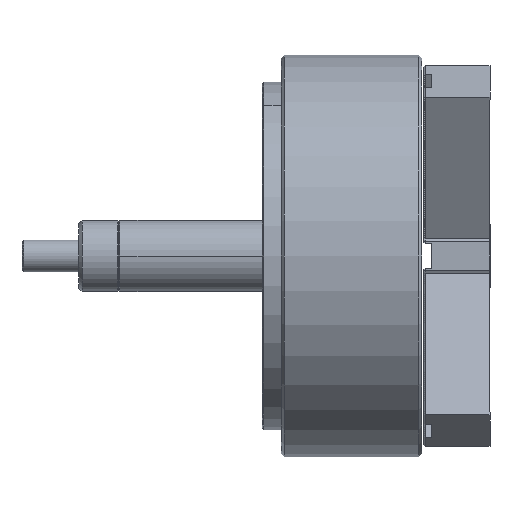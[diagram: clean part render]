
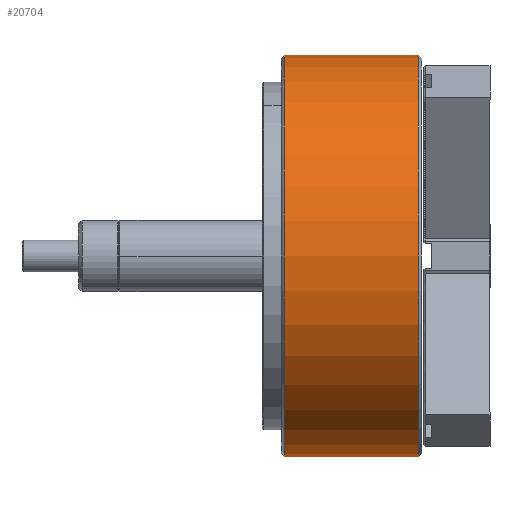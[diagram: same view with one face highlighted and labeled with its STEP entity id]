
A CAD part, front view. The second image highlights one B-rep face of the part: STEP entity #20704.
In plain terms, the highlighted cylindrical face has radius 127 mm (diameter 254 mm), a partial arc.
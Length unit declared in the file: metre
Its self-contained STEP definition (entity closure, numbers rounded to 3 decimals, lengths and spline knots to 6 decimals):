
#3711 = CARTESIAN_POINT ( 'NONE',  ( 0.002, 0., 0.127 ) ) ;
#3885 = CARTESIAN_POINT ( 'NONE',  ( 0.087, 0., -0.127 ) ) ;
#4010 = DIRECTION ( 'NONE',  ( -1., 0., 0. ) ) ;
#4011 = VECTOR ( 'NONE', #4010, 1. ) ;
#4012 = CARTESIAN_POINT ( 'NONE',  ( 0.087, 0., 0.127 ) ) ;
#4019 = CARTESIAN_POINT ( 'NONE',  ( 0.002, 0., -0.127 ) ) ;
#4029 = CARTESIAN_POINT ( 'NONE',  ( 0., 0., -0.127 ) ) ;
#4030 = LINE ( 'NONE', #4029, #4011 ) ;
#4083 = CIRCLE ( 'NONE', #4102, 0.127 ) ;
#4099 = DIRECTION ( 'NONE',  ( 0., 0., -1. ) ) ;
#4100 = DIRECTION ( 'NONE',  ( 1., 0., 0. ) ) ;
#4101 = CARTESIAN_POINT ( 'NONE',  ( 0.002, 0., 0. ) ) ;
#4102 = AXIS2_PLACEMENT_3D ( 'NONE', #4101, #4100, #4099 ) ;
#4153 = CYLINDRICAL_SURFACE ( 'NONE', #4156, 0.127 ) ;
#4154 = CIRCLE ( 'NONE', #4180, 0.127 ) ;
#4156 = AXIS2_PLACEMENT_3D ( 'NONE', #4157, #4184, #4190 ) ;
#4157 = CARTESIAN_POINT ( 'NONE',  ( 0., 0., 0. ) ) ;
#4158 = FACE_OUTER_BOUND ( 'NONE', #20739, .T. ) ;
#4178 = DIRECTION ( 'NONE',  ( 0., 0., 1. ) ) ;
#4179 = DIRECTION ( 'NONE',  ( -1., 0., 0. ) ) ;
#4180 = AXIS2_PLACEMENT_3D ( 'NONE', #4182, #4179, #4178 ) ;
#4182 = CARTESIAN_POINT ( 'NONE',  ( 0.087, 0., 0. ) ) ;
#4184 = DIRECTION ( 'NONE',  ( -1., 0., 0. ) ) ;
#4190 = DIRECTION ( 'NONE',  ( 0., 0., 1. ) ) ;
#4352 = DIRECTION ( 'NONE',  ( -1., 0., 0. ) ) ;
#4353 = VECTOR ( 'NONE', #4352, 1. ) ;
#4355 = CARTESIAN_POINT ( 'NONE',  ( 0., 0., 0.127 ) ) ;
#4356 = LINE ( 'NONE', #4355, #4353 ) ;
#20467 = VERTEX_POINT ( 'NONE', #3711 ) ;
#20529 = VERTEX_POINT ( 'NONE', #3885 ) ;
#20619 = VERTEX_POINT ( 'NONE', #4019 ) ;
#20621 = EDGE_CURVE ( 'NONE', #20529, #20619, #4030, .T. ) ;
#20622 = VERTEX_POINT ( 'NONE', #4012 ) ;
#20664 = EDGE_CURVE ( 'NONE', #20467, #20619, #4083, .T. ) ;
#20677 = ORIENTED_EDGE ( 'NONE', *, *, #20621, .F. ) ;
#20693 = ORIENTED_EDGE ( 'NONE', *, *, #20820, .T. ) ;
#20704 = ADVANCED_FACE ( 'NONE', ( #4158 ), #4153, .T. ) ;
#20705 = EDGE_CURVE ( 'NONE', #20529, #20622, #4154, .T. ) ;
#20731 = ORIENTED_EDGE ( 'NONE', *, *, #20705, .T. ) ;
#20739 = EDGE_LOOP ( 'NONE', ( #20677, #20731, #20693, #20793 ) ) ;
#20793 = ORIENTED_EDGE ( 'NONE', *, *, #20664, .T. ) ;
#20820 = EDGE_CURVE ( 'NONE', #20622, #20467, #4356, .T. ) ;
